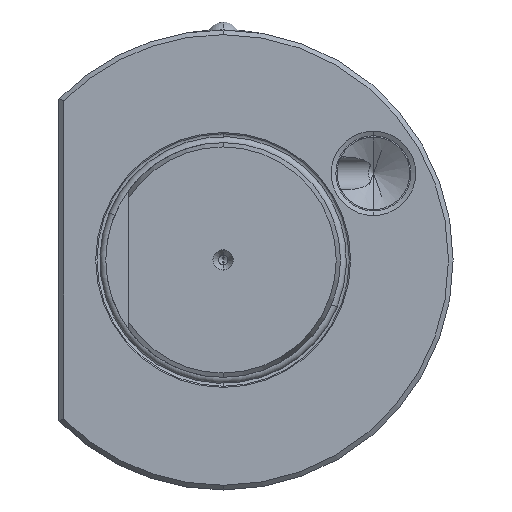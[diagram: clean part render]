
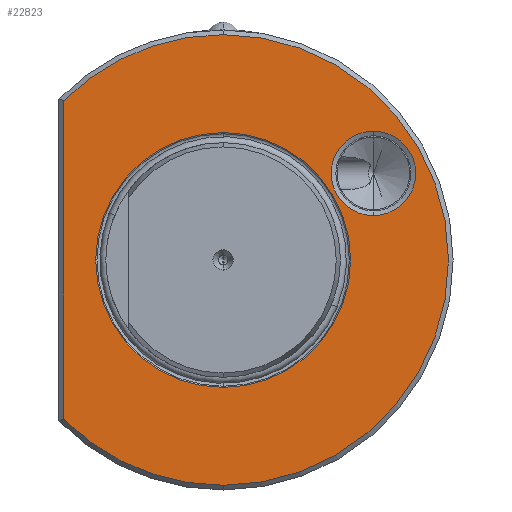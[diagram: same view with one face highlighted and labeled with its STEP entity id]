
A CAD part, left-side view. The second image highlights one B-rep face of the part: STEP entity #22823.
In plain terms, the highlighted planar face has unit normal (-1, 0, 0).
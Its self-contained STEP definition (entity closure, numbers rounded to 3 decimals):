
#13 = CIRCLE ( 'NONE', #17150, 9. ) ;
#154 = CIRCLE ( 'NONE', #16797, 48. ) ;
#166 = CIRCLE ( 'NONE', #16932, 48. ) ;
#1848 = AXIS2_PLACEMENT_3D ( 'NONE', #7243, #7310, #7247 ) ;
#2132 = EDGE_CURVE ( 'NONE', #21042, #21043, #154, .T. ) ;
#2154 = EDGE_CURVE ( 'NONE', #21013, #21042, #166, .T. ) ;
#3043 = EDGE_CURVE ( 'NONE', #20919, #20886, #13, .T. ) ;
#3132 = EDGE_CURVE ( 'NONE', #21019, #20917, #24131, .T. ) ;
#7227 = PLANE ( 'NONE',  #1848 ) ;
#7243 = CARTESIAN_POINT ( 'NONE',  ( 2., 25., 0. ) ) ;
#7247 = DIRECTION ( 'NONE',  ( 0., 0., -1. ) ) ;
#7310 = DIRECTION ( 'NONE',  ( 1., 0., 0. ) ) ;
#9430 = EDGE_CURVE ( 'NONE', #21013, #21184, #24238, .T. ) ;
#9442 = EDGE_CURVE ( 'NONE', #20917, #21019, #24255, .T. ) ;
#9452 = EDGE_CURVE ( 'NONE', #20886, #20919, #24050, .T. ) ;
#9536 = EDGE_CURVE ( 'NONE', #21043, #21184, #34552, .T. ) ;
#12757 = CARTESIAN_POINT ( 'NONE',  ( 2., 0., 0. ) ) ;
#12759 = DIRECTION ( 'NONE',  ( 0., 0., -1. ) ) ;
#12781 = DIRECTION ( 'NONE',  ( 1., 0., 0. ) ) ;
#12849 = DIRECTION ( 'NONE',  ( 0., 0., -1. ) ) ;
#12856 = CARTESIAN_POINT ( 'NONE',  ( 2., 0., 0. ) ) ;
#12871 = DIRECTION ( 'NONE',  ( 1., 0., 0. ) ) ;
#14200 = EDGE_LOOP ( 'NONE', ( #14793, #14770, #14797, #14759 ) ) ;
#14228 = EDGE_LOOP ( 'NONE', ( #14754, #14768 ) ) ;
#14235 = EDGE_LOOP ( 'NONE', ( #14769, #14798 ) ) ;
#14754 = ORIENTED_EDGE ( 'NONE', *, *, #3132, .T. ) ;
#14759 = ORIENTED_EDGE ( 'NONE', *, *, #2132, .F. ) ;
#14768 = ORIENTED_EDGE ( 'NONE', *, *, #9442, .T. ) ;
#14769 = ORIENTED_EDGE ( 'NONE', *, *, #3043, .T. ) ;
#14770 = ORIENTED_EDGE ( 'NONE', *, *, #9430, .T. ) ;
#14793 = ORIENTED_EDGE ( 'NONE', *, *, #2154, .F. ) ;
#14797 = ORIENTED_EDGE ( 'NONE', *, *, #9536, .F. ) ;
#14798 = ORIENTED_EDGE ( 'NONE', *, *, #9452, .T. ) ;
#14954 = AXIS2_PLACEMENT_3D ( 'NONE', #26022, #26023, #26028 ) ;
#15075 = AXIS2_PLACEMENT_3D ( 'NONE', #26153, #26134, #26148 ) ;
#15102 = AXIS2_PLACEMENT_3D ( 'NONE', #35406, #35418, #35438 ) ;
#15862 = CARTESIAN_POINT ( 'NONE',  ( 2., 0., 27.15 ) ) ;
#15898 = CARTESIAN_POINT ( 'NONE',  ( 2., 34., 33.882 ) ) ;
#16019 = CARTESIAN_POINT ( 'NONE',  ( 2., 0., -48. ) ) ;
#16022 = CARTESIAN_POINT ( 'NONE',  ( 2., 0., 48. ) ) ;
#16347 = CARTESIAN_POINT ( 'NONE',  ( 2., 34., -33.882 ) ) ;
#16797 = AXIS2_PLACEMENT_3D ( 'NONE', #12757, #12781, #12759 ) ;
#16932 = AXIS2_PLACEMENT_3D ( 'NONE', #12856, #12871, #12849 ) ;
#17150 = AXIS2_PLACEMENT_3D ( 'NONE', #30077, #30096, #30119 ) ;
#17334 = AXIS2_PLACEMENT_3D ( 'NONE', #31217, #31182, #31187 ) ;
#17989 = CARTESIAN_POINT ( 'NONE',  ( 2., -32.01, 9.46 ) ) ;
#18007 = CARTESIAN_POINT ( 'NONE',  ( 2., -32.01, 27.46 ) ) ;
#18014 = CARTESIAN_POINT ( 'NONE',  ( 2., 0., -27.15 ) ) ;
#19630 = FACE_BOUND ( 'NONE', #14235, .T. ) ;
#19635 = FACE_BOUND ( 'NONE', #14228, .T. ) ;
#19640 = FACE_OUTER_BOUND ( 'NONE', #14200, .T. ) ;
#20886 = VERTEX_POINT ( 'NONE', #17989 ) ;
#20917 = VERTEX_POINT ( 'NONE', #18014 ) ;
#20919 = VERTEX_POINT ( 'NONE', #18007 ) ;
#21013 = VERTEX_POINT ( 'NONE', #15898 ) ;
#21019 = VERTEX_POINT ( 'NONE', #15862 ) ;
#21042 = VERTEX_POINT ( 'NONE', #16022 ) ;
#21043 = VERTEX_POINT ( 'NONE', #16019 ) ;
#21184 = VERTEX_POINT ( 'NONE', #16347 ) ;
#22823 = ADVANCED_FACE ( 'NONE', ( #19635, #19630, #19640 ), #7227, .F. ) ;
#24050 = CIRCLE ( 'NONE', #15075, 9. ) ;
#24131 = CIRCLE ( 'NONE', #17334, 27.15 ) ;
#24238 = LINE ( 'NONE', #25963, #24243 ) ;
#24243 = VECTOR ( 'NONE', #25964, 1000. ) ;
#24255 = CIRCLE ( 'NONE', #14954, 27.15 ) ;
#25963 = CARTESIAN_POINT ( 'NONE',  ( 2., 34., -32.848 ) ) ;
#25964 = DIRECTION ( 'NONE',  ( 0., 0., -1. ) ) ;
#26022 = CARTESIAN_POINT ( 'NONE',  ( 2., 0., 0. ) ) ;
#26023 = DIRECTION ( 'NONE',  ( 1., 0., 0. ) ) ;
#26028 = DIRECTION ( 'NONE',  ( 0., 0., -1. ) ) ;
#26134 = DIRECTION ( 'NONE',  ( 1., 0., 0. ) ) ;
#26148 = DIRECTION ( 'NONE',  ( 0., 0., -1. ) ) ;
#26153 = CARTESIAN_POINT ( 'NONE',  ( 2., -32.01, 18.46 ) ) ;
#30077 = CARTESIAN_POINT ( 'NONE',  ( 2., -32.01, 18.46 ) ) ;
#30096 = DIRECTION ( 'NONE',  ( 1., 0., 0. ) ) ;
#30119 = DIRECTION ( 'NONE',  ( 0., 0., -1. ) ) ;
#31182 = DIRECTION ( 'NONE',  ( 1., 0., 0. ) ) ;
#31187 = DIRECTION ( 'NONE',  ( 0., 0., -1. ) ) ;
#31217 = CARTESIAN_POINT ( 'NONE',  ( 2., 0., 0. ) ) ;
#34552 = CIRCLE ( 'NONE', #15102, 48. ) ;
#35406 = CARTESIAN_POINT ( 'NONE',  ( 2., 0., 0. ) ) ;
#35418 = DIRECTION ( 'NONE',  ( 1., 0., 0. ) ) ;
#35438 = DIRECTION ( 'NONE',  ( 0., 0., -1. ) ) ;
